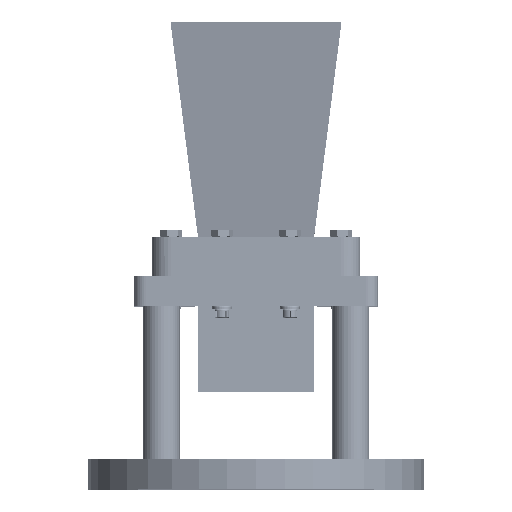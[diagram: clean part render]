
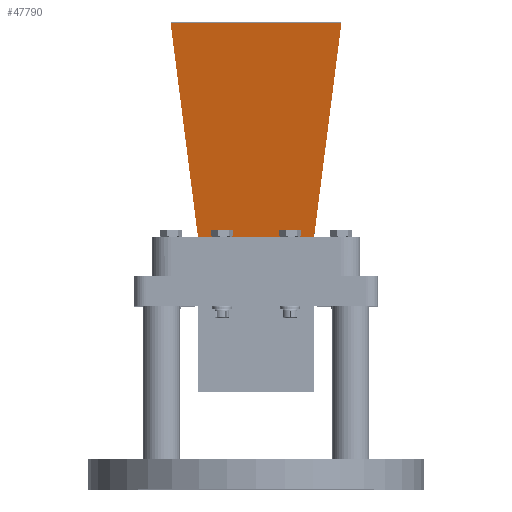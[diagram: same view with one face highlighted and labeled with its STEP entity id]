
A CAD part, top view. The second image highlights one B-rep face of the part: STEP entity #47790.
In plain terms, the highlighted face is planar.
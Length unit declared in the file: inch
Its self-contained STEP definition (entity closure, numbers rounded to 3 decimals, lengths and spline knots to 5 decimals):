
#3013 = DIRECTION ( 'NONE',  ( 1., 0., 0. ) ) ;
#4244 = LINE ( 'NONE', #16226, #7443 ) ;
#4615 = CARTESIAN_POINT ( 'NONE',  ( -0.748, -0.373, 0.25 ) ) ;
#7443 = VECTOR ( 'NONE', #9588, 39.37008 ) ;
#9588 = DIRECTION ( 'NONE',  ( 0.125, -0.151, 0.981 ) ) ;
#12565 = DIRECTION ( 'NONE',  ( -0.125, -0.151, 0.981 ) ) ;
#16226 = CARTESIAN_POINT ( 'NONE',  ( 0.748, -0.373, 0.25 ) ) ;
#20888 = CARTESIAN_POINT ( 'NONE',  ( -0.748, -0.373, 0.25 ) ) ;
#20943 = CARTESIAN_POINT ( 'NONE',  ( 0.748, -0.373, 0.25 ) ) ;
#21726 = ORIENTED_EDGE ( 'NONE', *, *, #63170, .F. ) ;
#22980 = DIRECTION ( 'NONE',  ( 0., 0.152, -0.988 ) ) ;
#30675 = CARTESIAN_POINT ( 'NONE',  ( 0.748, -0.373, 0.25 ) ) ;
#34014 = EDGE_CURVE ( 'NONE', #87171, #67289, #35253, .T. ) ;
#34250 = B_SPLINE_CURVE_WITH_KNOTS ( 'NONE', 3,
 ( #30675, #75770, #57613, #84544 ),
 .UNSPECIFIED., .F., .F.,
 ( 4, 4 ),
 ( 0., 1. ),
 .UNSPECIFIED. ) ;
#35253 = LINE ( 'NONE', #55581, #76637 ) ;
#35557 = EDGE_CURVE ( 'NONE', #78882, #67289, #4244, .T. ) ;
#36619 = PLANE ( 'NONE',  #53334 ) ;
#36938 = VERTEX_POINT ( 'NONE', #20888 ) ;
#44086 = FACE_OUTER_BOUND ( 'NONE', #77404, .T. ) ;
#47790 = ADVANCED_FACE ( 'NONE', ( #44086 ), #36619, .F. ) ;
#48615 = CARTESIAN_POINT ( 'NONE',  ( -1.10085, -0.79861, 3.011 ) ) ;
#52946 = EDGE_CURVE ( 'NONE', #36938, #87171, #53124, .T. ) ;
#53124 = LINE ( 'NONE', #4615, #70643 ) ;
#53334 = AXIS2_PLACEMENT_3D ( 'NONE', #56480, #83418, #22980 ) ;
#55581 = CARTESIAN_POINT ( 'NONE',  ( -1.345, -0.79861, 3.011 ) ) ;
#56480 = CARTESIAN_POINT ( 'NONE',  ( 0., -0.3267, -0.05036 ) ) ;
#57613 = CARTESIAN_POINT ( 'NONE',  ( -0.24933, -0.373, 0.25 ) ) ;
#63170 = EDGE_CURVE ( 'NONE', #78882, #36938, #34250, .T. ) ;
#67289 = VERTEX_POINT ( 'NONE', #69360 ) ;
#67391 = ORIENTED_EDGE ( 'NONE', *, *, #52946, .F. ) ;
#69360 = CARTESIAN_POINT ( 'NONE',  ( 1.10085, -0.79861, 3.011 ) ) ;
#70643 = VECTOR ( 'NONE', #12565, 39.37008 ) ;
#72748 = ORIENTED_EDGE ( 'NONE', *, *, #34014, .F. ) ;
#75770 = CARTESIAN_POINT ( 'NONE',  ( 0.24933, -0.373, 0.25 ) ) ;
#76637 = VECTOR ( 'NONE', #3013, 39.37008 ) ;
#77404 = EDGE_LOOP ( 'NONE', ( #78040, #72748, #67391, #21726 ) ) ;
#78040 = ORIENTED_EDGE ( 'NONE', *, *, #35557, .T. ) ;
#78882 = VERTEX_POINT ( 'NONE', #20943 ) ;
#83418 = DIRECTION ( 'NONE',  ( 0., 0.988, 0.152 ) ) ;
#84544 = CARTESIAN_POINT ( 'NONE',  ( -0.748, -0.373, 0.25 ) ) ;
#87171 = VERTEX_POINT ( 'NONE', #48615 ) ;
